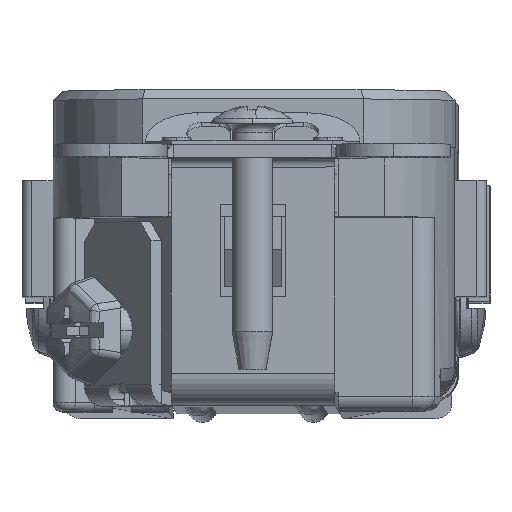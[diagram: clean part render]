
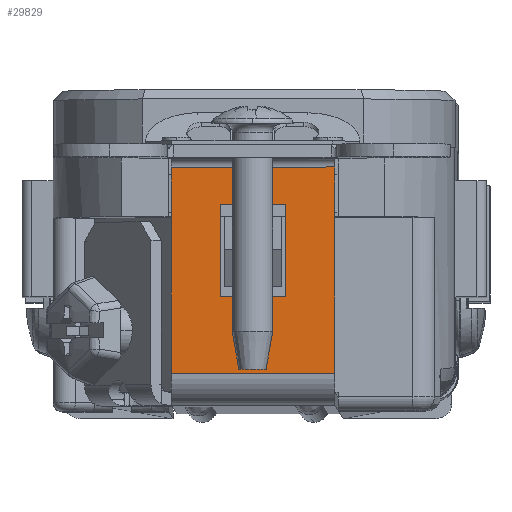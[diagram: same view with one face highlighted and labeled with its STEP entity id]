
A CAD part, front view. The second image highlights one B-rep face of the part: STEP entity #29829.
In plain terms, the highlighted face is planar.
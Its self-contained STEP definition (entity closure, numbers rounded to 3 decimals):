
#475 = DIRECTION ( 'NONE',  ( 0., 0., -1. ) ) ;
#1127 = CARTESIAN_POINT ( 'NONE',  ( -2.731, -35.001, 1.016 ) ) ;
#1605 = EDGE_LOOP ( 'NONE', ( #15024, #15988, #31139, #31152 ) ) ;
#1796 = EDGE_CURVE ( 'NONE', #31760, #53423, #49088, .T. ) ;
#2190 = LINE ( 'NONE', #13765, #2857 ) ;
#2857 = VECTOR ( 'NONE', #17779, 1000. ) ;
#3069 = EDGE_CURVE ( 'NONE', #38395, #35310, #2190, .T. ) ;
#3505 = DIRECTION ( 'NONE',  ( 1., 0., 0. ) ) ;
#3637 = EDGE_CURVE ( 'NONE', #53423, #53176, #9226, .T. ) ;
#3831 = CARTESIAN_POINT ( 'NONE',  ( -6.858, -35.001, 1.016 ) ) ;
#3868 = EDGE_CURVE ( 'NONE', #24738, #35407, #3988, .T. ) ;
#3988 = LINE ( 'NONE', #13087, #8549 ) ;
#4111 = VECTOR ( 'NONE', #43556, 1000. ) ;
#4216 = CARTESIAN_POINT ( 'NONE',  ( -6.858, -35.001, 4.166 ) ) ;
#4399 = AXIS2_PLACEMENT_3D ( 'NONE', #11825, #37126, #3505 ) ;
#4793 = LINE ( 'NONE', #7947, #5469 ) ;
#4951 = DIRECTION ( 'NONE',  ( 0., 0., -1. ) ) ;
#4956 = VERTEX_POINT ( 'NONE', #19669 ) ;
#5469 = VECTOR ( 'NONE', #48867, 1000. ) ;
#6451 = DIRECTION ( 'NONE',  ( 0., 0., 1. ) ) ;
#7229 = CARTESIAN_POINT ( 'NONE',  ( 6.858, -35.001, -13.157 ) ) ;
#7381 = ORIENTED_EDGE ( 'NONE', *, *, #3868, .T. ) ;
#7398 = LINE ( 'NONE', #34754, #41809 ) ;
#7778 = DIRECTION ( 'NONE',  ( 1., 0., 0. ) ) ;
#7947 = CARTESIAN_POINT ( 'NONE',  ( 6.858, -35.001, 4.877 ) ) ;
#8416 = DIRECTION ( 'NONE',  ( 0., 0., -1. ) ) ;
#8549 = VECTOR ( 'NONE', #4951, 1000. ) ;
#8721 = CARTESIAN_POINT ( 'NONE',  ( -6.858, -35.001, 0.33 ) ) ;
#8775 = CARTESIAN_POINT ( 'NONE',  ( 2.731, -35.001, -15.799 ) ) ;
#9071 = EDGE_CURVE ( 'NONE', #53176, #15659, #12547, .T. ) ;
#9226 = LINE ( 'NONE', #43622, #40990 ) ;
#9475 = VECTOR ( 'NONE', #46322, 1000. ) ;
#11405 = CARTESIAN_POINT ( 'NONE',  ( 2.731, -35.001, 1.016 ) ) ;
#11825 = CARTESIAN_POINT ( 'NONE',  ( -6.858, -35.001, -15.799 ) ) ;
#11968 = DIRECTION ( 'NONE',  ( 0., 0., 1. ) ) ;
#12547 = LINE ( 'NONE', #3831, #31931 ) ;
#12575 = VERTEX_POINT ( 'NONE', #7229 ) ;
#13087 = CARTESIAN_POINT ( 'NONE',  ( -6.858, -35.001, -15.799 ) ) ;
#13765 = CARTESIAN_POINT ( 'NONE',  ( -6.858, -35.001, 4.166 ) ) ;
#14872 = ORIENTED_EDGE ( 'NONE', *, *, #31598, .T. ) ;
#15024 = ORIENTED_EDGE ( 'NONE', *, *, #9071, .T. ) ;
#15216 = CARTESIAN_POINT ( 'NONE',  ( -2.731, -35.001, -6.731 ) ) ;
#15659 = VERTEX_POINT ( 'NONE', #11405 ) ;
#15818 = VERTEX_POINT ( 'NONE', #24217 ) ;
#15988 = ORIENTED_EDGE ( 'NONE', *, *, #29374, .T. ) ;
#17283 = CARTESIAN_POINT ( 'NONE',  ( 2.731, -35.001, -6.731 ) ) ;
#17345 = CARTESIAN_POINT ( 'NONE',  ( -6.858, -35.001, 4.877 ) ) ;
#17779 = DIRECTION ( 'NONE',  ( -1., 0., 0. ) ) ;
#17857 = DIRECTION ( 'NONE',  ( 0., 0., -1. ) ) ;
#18594 = ORIENTED_EDGE ( 'NONE', *, *, #40238, .T. ) ;
#19669 = CARTESIAN_POINT ( 'NONE',  ( -6.858, -35.001, -13.157 ) ) ;
#22251 = VECTOR ( 'NONE', #11968, 1000. ) ;
#24217 = CARTESIAN_POINT ( 'NONE',  ( 6.858, -35.001, 3.505 ) ) ;
#24485 = CARTESIAN_POINT ( 'NONE',  ( 6.858, -35.001, 0.33 ) ) ;
#24738 = VERTEX_POINT ( 'NONE', #35584 ) ;
#24791 = CARTESIAN_POINT ( 'NONE',  ( -6.858, -35.001, -6.731 ) ) ;
#25122 = LINE ( 'NONE', #17345, #38044 ) ;
#28093 = EDGE_CURVE ( 'NONE', #12575, #4956, #39894, .T. ) ;
#28583 = EDGE_CURVE ( 'NONE', #38395, #15818, #7398, .T. ) ;
#28727 = LINE ( 'NONE', #35136, #4111 ) ;
#29279 = CARTESIAN_POINT ( 'NONE',  ( 6.858, -35.001, 4.166 ) ) ;
#29374 = EDGE_CURVE ( 'NONE', #15659, #31760, #46822, .T. ) ;
#29829 = ADVANCED_FACE ( 'NONE', ( #52439, #43463 ), #49427, .T. ) ;
#31139 = ORIENTED_EDGE ( 'NONE', *, *, #1796, .T. ) ;
#31152 = ORIENTED_EDGE ( 'NONE', *, *, #3637, .T. ) ;
#31395 = ORIENTED_EDGE ( 'NONE', *, *, #28093, .F. ) ;
#31598 = EDGE_CURVE ( 'NONE', #35407, #4956, #25122, .T. ) ;
#31688 = ORIENTED_EDGE ( 'NONE', *, *, #52640, .F. ) ;
#31760 = VERTEX_POINT ( 'NONE', #17283 ) ;
#31931 = VECTOR ( 'NONE', #7778, 1000. ) ;
#34754 = CARTESIAN_POINT ( 'NONE',  ( 6.858, -35.001, 4.877 ) ) ;
#35136 = CARTESIAN_POINT ( 'NONE',  ( -6.858, -35.001, 4.877 ) ) ;
#35310 = VERTEX_POINT ( 'NONE', #4216 ) ;
#35407 = VERTEX_POINT ( 'NONE', #8721 ) ;
#35584 = CARTESIAN_POINT ( 'NONE',  ( -6.858, -35.001, 3.505 ) ) ;
#35726 = VECTOR ( 'NONE', #8416, 1000. ) ;
#36732 = CARTESIAN_POINT ( 'NONE',  ( 6.858, -35.001, -15.799 ) ) ;
#37126 = DIRECTION ( 'NONE',  ( 0., -1., 0. ) ) ;
#38044 = VECTOR ( 'NONE', #475, 1000. ) ;
#38154 = DIRECTION ( 'NONE',  ( -1., 0., 0. ) ) ;
#38395 = VERTEX_POINT ( 'NONE', #29279 ) ;
#39356 = VECTOR ( 'NONE', #38154, 1000. ) ;
#39894 = LINE ( 'NONE', #50418, #9475 ) ;
#39948 = ORIENTED_EDGE ( 'NONE', *, *, #48580, .T. ) ;
#40238 = EDGE_CURVE ( 'NONE', #41236, #15818, #43658, .T. ) ;
#40990 = VECTOR ( 'NONE', #6451, 1000. ) ;
#41236 = VERTEX_POINT ( 'NONE', #24485 ) ;
#41602 = ORIENTED_EDGE ( 'NONE', *, *, #28583, .F. ) ;
#41809 = VECTOR ( 'NONE', #17857, 1000. ) ;
#43463 = FACE_OUTER_BOUND ( 'NONE', #52268, .T. ) ;
#43556 = DIRECTION ( 'NONE',  ( 0., 0., -1. ) ) ;
#43622 = CARTESIAN_POINT ( 'NONE',  ( -2.731, -35.001, -15.799 ) ) ;
#43658 = LINE ( 'NONE', #36732, #22251 ) ;
#46322 = DIRECTION ( 'NONE',  ( -1., 0., 0. ) ) ;
#46822 = LINE ( 'NONE', #8775, #35726 ) ;
#48580 = EDGE_CURVE ( 'NONE', #35310, #24738, #28727, .T. ) ;
#48867 = DIRECTION ( 'NONE',  ( 0., 0., -1. ) ) ;
#49088 = LINE ( 'NONE', #24791, #39356 ) ;
#49427 = PLANE ( 'NONE',  #4399 ) ;
#50418 = CARTESIAN_POINT ( 'NONE',  ( -6.858, -35.001, -13.157 ) ) ;
#51912 = ORIENTED_EDGE ( 'NONE', *, *, #3069, .T. ) ;
#52268 = EDGE_LOOP ( 'NONE', ( #7381, #14872, #31395, #31688, #18594, #41602, #51912, #39948 ) ) ;
#52439 = FACE_BOUND ( 'NONE', #1605, .T. ) ;
#52640 = EDGE_CURVE ( 'NONE', #41236, #12575, #4793, .T. ) ;
#53176 = VERTEX_POINT ( 'NONE', #1127 ) ;
#53423 = VERTEX_POINT ( 'NONE', #15216 ) ;
